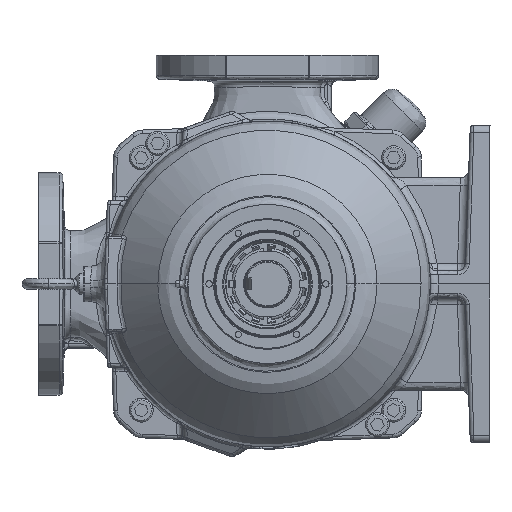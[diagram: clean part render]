
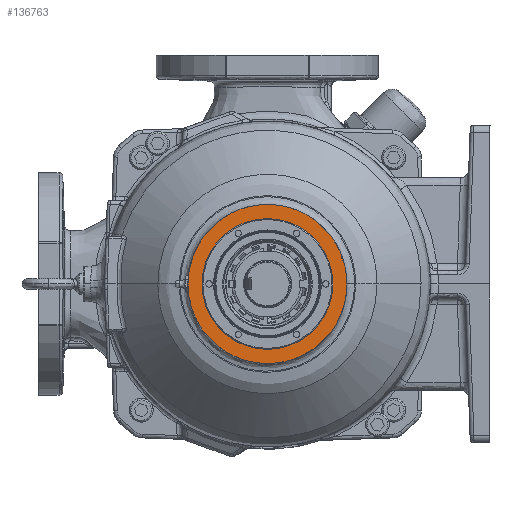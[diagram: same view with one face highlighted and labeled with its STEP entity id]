
A CAD part, left-side view. The second image highlights one B-rep face of the part: STEP entity #136763.
In plain terms, the highlighted planar face has unit normal (-1, 0, 0).
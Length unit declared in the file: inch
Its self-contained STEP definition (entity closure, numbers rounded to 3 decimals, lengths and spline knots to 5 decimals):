
#366 = ORIENTED_EDGE ( 'NONE', *, *, #118181, .F. ) ;
#634 = CARTESIAN_POINT ( 'NONE',  ( -10.09, 0.13002, -2.5098 ) ) ;
#1397 = CARTESIAN_POINT ( 'NONE',  ( -10.09, 2.48173, -0.33067 ) ) ;
#2046 = CARTESIAN_POINT ( 'NONE',  ( -10.09, 2.49391, 0.22074 ) ) ;
#2813 = CARTESIAN_POINT ( 'NONE',  ( -10.09, 0.92362, 2.3373 ) ) ;
#3577 = CARTESIAN_POINT ( 'NONE',  ( -10.09, -2.17761, 1.24407 ) ) ;
#16324 = CARTESIAN_POINT ( 'NONE',  ( -10.09, -2.5, -0.16213 ) ) ;
#17886 = CARTESIAN_POINT ( 'NONE',  ( -10.09, -2.25382, -1.09998 ) ) ;
#18663 = CARTESIAN_POINT ( 'NONE',  ( -10.09, 0.61208, -2.43209 ) ) ;
#19446 = CARTESIAN_POINT ( 'NONE',  ( -10.09, 2.5, -0.11037 ) ) ;
#20862 = CARTESIAN_POINT ( 'NONE',  ( -10.09, 0.45279, 2.46671 ) ) ;
#21624 = CARTESIAN_POINT ( 'NONE',  ( -10.09, -2.38214, 0.80086 ) ) ;
#22336 = VERTEX_POINT ( 'NONE', #225142 ) ;
#33967 = EDGE_CURVE ( 'NONE', #148980, #51523, #63587, .T. ) ;
#35824 = CARTESIAN_POINT ( 'NONE',  ( -10.09, -2.00247, -1.5186 ) ) ;
#36594 = CARTESIAN_POINT ( 'NONE',  ( -10.09, 1.2158, -2.19352 ) ) ;
#38023 = CARTESIAN_POINT ( 'NONE',  ( -10.09, 2.43671, 0.60001 ) ) ;
#38801 = CARTESIAN_POINT ( 'NONE',  ( -10.09, -0.19548, 2.50029 ) ) ;
#39549 = CARTESIAN_POINT ( 'NONE',  ( -10.09, -2.48686, 0.32426 ) ) ;
#51523 = VERTEX_POINT ( 'NONE', #134569 ) ;
#53829 = CARTESIAN_POINT ( 'NONE',  ( -10.09, -1.66717, -1.87356 ) ) ;
#54617 = CARTESIAN_POINT ( 'NONE',  ( -10.09, 1.62077, -1.92071 ) ) ;
#56056 = CARTESIAN_POINT ( 'NONE',  ( -10.09, 2.2945, 1.0124 ) ) ;
#56436 = FACE_OUTER_BOUND ( 'NONE', #69974, .T. ) ;
#56821 = CARTESIAN_POINT ( 'NONE',  ( -10.09, -0.67716, 2.42022 ) ) ;
#57595 = CARTESIAN_POINT ( 'NONE',  ( -10.09, -2.5, 0. ) ) ;
#59766 = DIRECTION ( 'NONE',  ( -1., 0., 0. ) ) ;
#62216 = PLANE ( 'NONE',  #231669 ) ;
#63587 = B_SPLINE_CURVE_WITH_KNOTS ( 'NONE', 5,
 ( #127051, #90507, #2046, #145022, #38023, #162988, #56056, #180974, #74034, #198998, #92034, #216922, #109923, #2813, #127815, #20862, #145774, #38801, #163760, #56821, #181753, #74804, #199762, #92775, #217685, #110688, #3577, #128594, #21624, #146546, #39549, #164533, #57595 ),
 .UNSPECIFIED., .F., .F.,
 ( 6, 3, 3, 3, 3, 3, 3, 3, 3, 3, 6 ),
 ( 0., 0.01395, 0.03445, 0.05496, 0.07547, 0.09597, 0.11648, 0.13699, 0.1575, 0.178, 0.19849 ),
 .UNSPECIFIED. ) ;
#66962 = DIRECTION ( 'NONE',  ( -1., 0., 0. ) ) ;
#68287 = CARTESIAN_POINT ( 'NONE',  ( -10.09, 0., -2.0575 ) ) ;
#69974 = EDGE_LOOP ( 'NONE', ( #103182, #108846 ) ) ;
#71812 = CARTESIAN_POINT ( 'NONE',  ( -10.09, -1.13045, -2.2387 ) ) ;
#72601 = CARTESIAN_POINT ( 'NONE',  ( -10.09, 1.95779, -1.56739 ) ) ;
#74034 = CARTESIAN_POINT ( 'NONE',  ( -10.09, 1.95779, 1.56739 ) ) ;
#74804 = CARTESIAN_POINT ( 'NONE',  ( -10.09, -1.13045, 2.2387 ) ) ;
#89833 = CARTESIAN_POINT ( 'NONE',  ( -10.09, -0.67716, -2.42022 ) ) ;
#90507 = CARTESIAN_POINT ( 'NONE',  ( -10.09, 2.5, 0.11037 ) ) ;
#90618 = CARTESIAN_POINT ( 'NONE',  ( -10.09, 2.2945, -1.0124 ) ) ;
#92034 = CARTESIAN_POINT ( 'NONE',  ( -10.09, 1.62077, 1.92071 ) ) ;
#92775 = CARTESIAN_POINT ( 'NONE',  ( -10.09, -1.66717, 1.87356 ) ) ;
#101144 = DIRECTION ( 'NONE',  ( 1., 0., 0. ) ) ;
#103182 = ORIENTED_EDGE ( 'NONE', *, *, #33967, .F. ) ;
#106940 = CARTESIAN_POINT ( 'NONE',  ( -10.09, -2.48686, -0.32426 ) ) ;
#107712 = CARTESIAN_POINT ( 'NONE',  ( -10.09, -0.19548, -2.50029 ) ) ;
#108491 = CARTESIAN_POINT ( 'NONE',  ( -10.09, 2.43671, -0.60001 ) ) ;
#108846 = ORIENTED_EDGE ( 'NONE', *, *, #196546, .F. ) ;
#109923 = CARTESIAN_POINT ( 'NONE',  ( -10.09, 1.2158, 2.19352 ) ) ;
#110688 = CARTESIAN_POINT ( 'NONE',  ( -10.09, -2.00247, 1.5186 ) ) ;
#118181 = EDGE_CURVE ( 'NONE', #22336, #216757, #194273, .T. ) ;
#122254 = CIRCLE ( 'NONE', #125221, 2.0575 ) ;
#124848 = CARTESIAN_POINT ( 'NONE',  ( -10.09, -2.38214, -0.80086 ) ) ;
#125221 = AXIS2_PLACEMENT_3D ( 'NONE', #166715, #59766, #184723 ) ;
#125615 = CARTESIAN_POINT ( 'NONE',  ( -10.09, 0.45279, -2.46671 ) ) ;
#126390 = CARTESIAN_POINT ( 'NONE',  ( -10.09, 2.49391, -0.22074 ) ) ;
#127051 = CARTESIAN_POINT ( 'NONE',  ( -10.09, 2.5, 0. ) ) ;
#127815 = CARTESIAN_POINT ( 'NONE',  ( -10.09, 0.61208, 2.43209 ) ) ;
#128594 = CARTESIAN_POINT ( 'NONE',  ( -10.09, -2.25382, 1.09998 ) ) ;
#132420 = CARTESIAN_POINT ( 'NONE',  ( -10.09, 2.5, 0. ) ) ;
#134569 = CARTESIAN_POINT ( 'NONE',  ( -10.09, -2.5, 0. ) ) ;
#136763 = ADVANCED_FACE ( 'NONE', ( #56436, #145784 ), #62216, .F. ) ;
#138126 = B_SPLINE_CURVE_WITH_KNOTS ( 'NONE', 5,
 ( #195989, #16324, #106940, #231922, #124848, #17886, #142807, #35824, #160798, #53829, #178780, #71812, #196772, #89833, #214711, #107712, #634, #125615, #18663, #143590, #36594, #161561, #54617, #179547, #72601, #197558, #90618, #215492, #108491, #1397, #126390, #19446, #144351 ),
 .UNSPECIFIED., .F., .F.,
 ( 6, 3, 3, 3, 3, 3, 3, 3, 3, 3, 6 ),
 ( 0., 0.02049, 0.04099, 0.0615, 0.08201, 0.10251, 0.12302, 0.14353, 0.16404, 0.18454, 0.19849 ),
 .UNSPECIFIED. ) ;
#142807 = CARTESIAN_POINT ( 'NONE',  ( -10.09, -2.17761, -1.24407 ) ) ;
#143590 = CARTESIAN_POINT ( 'NONE',  ( -10.09, 0.92362, -2.3373 ) ) ;
#144351 = CARTESIAN_POINT ( 'NONE',  ( -10.09, 2.5, 0. ) ) ;
#145022 = CARTESIAN_POINT ( 'NONE',  ( -10.09, 2.48173, 0.33067 ) ) ;
#145774 = CARTESIAN_POINT ( 'NONE',  ( -10.09, 0.13002, 2.5098 ) ) ;
#145784 = FACE_BOUND ( 'NONE', #200571, .T. ) ;
#146546 = CARTESIAN_POINT ( 'NONE',  ( -10.09, -2.46057, 0.48497 ) ) ;
#148980 = VERTEX_POINT ( 'NONE', #132420 ) ;
#152512 = ORIENTED_EDGE ( 'NONE', *, *, #227359, .F. ) ;
#160798 = CARTESIAN_POINT ( 'NONE',  ( -10.09, -1.78536, -1.7613 ) ) ;
#161561 = CARTESIAN_POINT ( 'NONE',  ( -10.09, 1.35572, -2.1099 ) ) ;
#162988 = CARTESIAN_POINT ( 'NONE',  ( -10.09, 2.35542, 0.8612 ) ) ;
#163760 = CARTESIAN_POINT ( 'NONE',  ( -10.09, -0.35749, 2.48231 ) ) ;
#164533 = CARTESIAN_POINT ( 'NONE',  ( -10.09, -2.5, 0.16213 ) ) ;
#166715 = CARTESIAN_POINT ( 'NONE',  ( -10.09, 0., 0. ) ) ;
#173884 = CARTESIAN_POINT ( 'NONE',  ( -10.09, 0., 0. ) ) ;
#178780 = CARTESIAN_POINT ( 'NONE',  ( -10.09, -1.41362, -2.0779 ) ) ;
#179547 = CARTESIAN_POINT ( 'NONE',  ( -10.09, 1.85184, -1.69126 ) ) ;
#180974 = CARTESIAN_POINT ( 'NONE',  ( -10.09, 2.14866, 1.30355 ) ) ;
#181753 = CARTESIAN_POINT ( 'NONE',  ( -10.09, -0.98263, 2.3074 ) ) ;
#184723 = DIRECTION ( 'NONE',  ( 0., 0., -1. ) ) ;
#191894 = DIRECTION ( 'NONE',  ( 0., 0., -1. ) ) ;
#194273 = CIRCLE ( 'NONE', #205198, 2.0575 ) ;
#195989 = CARTESIAN_POINT ( 'NONE',  ( -10.09, -2.5, 0. ) ) ;
#196546 = EDGE_CURVE ( 'NONE', #51523, #148980, #138126, .T. ) ;
#196772 = CARTESIAN_POINT ( 'NONE',  ( -10.09, -0.98263, -2.3074 ) ) ;
#197558 = CARTESIAN_POINT ( 'NONE',  ( -10.09, 2.14866, -1.30355 ) ) ;
#198998 = CARTESIAN_POINT ( 'NONE',  ( -10.09, 1.85184, 1.69126 ) ) ;
#199762 = CARTESIAN_POINT ( 'NONE',  ( -10.09, -1.41362, 2.0779 ) ) ;
#200571 = EDGE_LOOP ( 'NONE', ( #152512, #366 ) ) ;
#205198 = AXIS2_PLACEMENT_3D ( 'NONE', #173884, #66962, #191894 ) ;
#208157 = CARTESIAN_POINT ( 'NONE',  ( -10.09, 0., 0. ) ) ;
#214711 = CARTESIAN_POINT ( 'NONE',  ( -10.09, -0.35749, -2.48231 ) ) ;
#215492 = CARTESIAN_POINT ( 'NONE',  ( -10.09, 2.35542, -0.8612 ) ) ;
#216757 = VERTEX_POINT ( 'NONE', #68287 ) ;
#216922 = CARTESIAN_POINT ( 'NONE',  ( -10.09, 1.35572, 2.1099 ) ) ;
#217685 = CARTESIAN_POINT ( 'NONE',  ( -10.09, -1.78536, 1.7613 ) ) ;
#225142 = CARTESIAN_POINT ( 'NONE',  ( -10.09, 0., 2.0575 ) ) ;
#226107 = DIRECTION ( 'NONE',  ( 0., 0., -1. ) ) ;
#227359 = EDGE_CURVE ( 'NONE', #216757, #22336, #122254, .T. ) ;
#231669 = AXIS2_PLACEMENT_3D ( 'NONE', #208157, #101144, #226107 ) ;
#231922 = CARTESIAN_POINT ( 'NONE',  ( -10.09, -2.46057, -0.48497 ) ) ;
